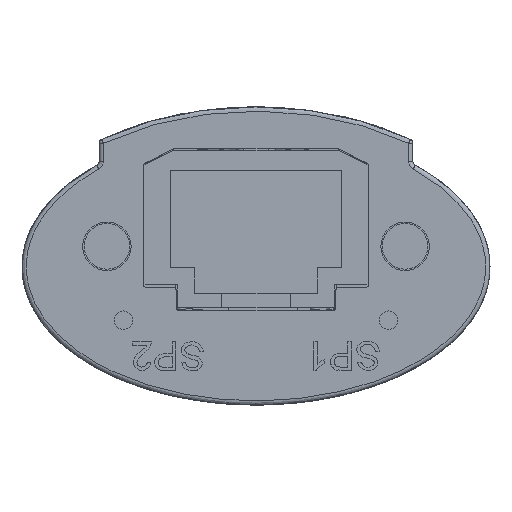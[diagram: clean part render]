
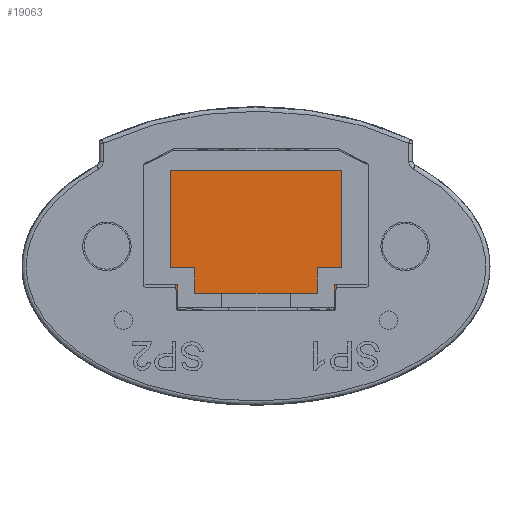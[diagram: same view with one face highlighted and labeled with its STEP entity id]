
A CAD part, left-side view. The second image highlights one B-rep face of the part: STEP entity #19063.
In plain terms, the highlighted planar face has unit normal (-1, 0, 0).
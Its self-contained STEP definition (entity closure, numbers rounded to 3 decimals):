
#872=PLANE('',#20025);
#1800=FACE_OUTER_BOUND('',#2850,.T.);
#2850=EDGE_LOOP('',(#14375,#14376,#14377,#14378,#14379,#14380,#14381,#14382,
#14383,#14384,#14385,#14386));
#3607=LINE('',#25785,#5306);
#4099=LINE('',#28905,#5798);
#4102=LINE('',#28910,#5801);
#4104=LINE('',#28914,#5803);
#4106=LINE('',#28918,#5805);
#4108=LINE('',#28922,#5807);
#4112=LINE('',#28929,#5811);
#4115=LINE('',#28935,#5814);
#4126=LINE('',#28958,#5825);
#4144=LINE('',#28994,#5843);
#4241=LINE('',#29230,#5940);
#4242=LINE('',#29232,#5941);
#5306=VECTOR('',#21070,10.);
#5798=VECTOR('',#21914,10.);
#5801=VECTOR('',#21919,10.);
#5803=VECTOR('',#21923,10.);
#5805=VECTOR('',#21927,10.);
#5807=VECTOR('',#21931,10.);
#5811=VECTOR('',#21937,10.);
#5814=VECTOR('',#21942,10.);
#5825=VECTOR('',#21963,10.);
#5843=VECTOR('',#22001,10.);
#5940=VECTOR('',#22256,10.);
#5941=VECTOR('',#22259,10.);
#7759=VERTEX_POINT('',#25782);
#7760=VERTEX_POINT('',#25784);
#8221=VERTEX_POINT('',#28903);
#8222=VERTEX_POINT('',#28904);
#8223=VERTEX_POINT('',#28909);
#8224=VERTEX_POINT('',#28913);
#8225=VERTEX_POINT('',#28917);
#8226=VERTEX_POINT('',#28921);
#8228=VERTEX_POINT('',#28927);
#8230=VERTEX_POINT('',#28932);
#8237=VERTEX_POINT('',#28957);
#8245=VERTEX_POINT('',#28992);
#9638=EDGE_CURVE('',#7760,#7759,#3607,.T.);
#10365=EDGE_CURVE('',#8221,#8222,#4099,.T.);
#10368=EDGE_CURVE('',#8222,#8223,#4102,.T.);
#10370=EDGE_CURVE('',#8223,#8224,#4104,.T.);
#10372=EDGE_CURVE('',#8224,#8225,#4106,.T.);
#10374=EDGE_CURVE('',#8225,#8226,#4108,.T.);
#10378=EDGE_CURVE('',#8226,#8228,#4112,.T.);
#10381=EDGE_CURVE('',#8230,#8221,#4115,.T.);
#10392=EDGE_CURVE('',#8237,#8230,#4126,.T.);
#10412=EDGE_CURVE('',#8228,#8245,#4144,.T.);
#10521=EDGE_CURVE('',#7759,#8237,#4241,.T.);
#10522=EDGE_CURVE('',#7760,#8245,#4242,.T.);
#14375=ORIENTED_EDGE('',*,*,#10412,.T.);
#14376=ORIENTED_EDGE('',*,*,#10522,.F.);
#14377=ORIENTED_EDGE('',*,*,#9638,.T.);
#14378=ORIENTED_EDGE('',*,*,#10521,.T.);
#14379=ORIENTED_EDGE('',*,*,#10392,.T.);
#14380=ORIENTED_EDGE('',*,*,#10381,.T.);
#14381=ORIENTED_EDGE('',*,*,#10365,.T.);
#14382=ORIENTED_EDGE('',*,*,#10368,.T.);
#14383=ORIENTED_EDGE('',*,*,#10370,.T.);
#14384=ORIENTED_EDGE('',*,*,#10372,.T.);
#14385=ORIENTED_EDGE('',*,*,#10374,.T.);
#14386=ORIENTED_EDGE('',*,*,#10378,.T.);
#19063=ADVANCED_FACE('',(#1800),#872,.T.);
#20025=AXIS2_PLACEMENT_3D('',#29231,#22257,#22258);
#21070=DIRECTION('',(0.,-1.,0.));
#21914=DIRECTION('',(0.,-1.,0.));
#21919=DIRECTION('',(0.,0.,1.));
#21923=DIRECTION('',(0.,1.,0.));
#21927=DIRECTION('',(0.,0.,-1.));
#21931=DIRECTION('',(0.,-1.,0.));
#21937=DIRECTION('',(0.,0.,-1.));
#21942=DIRECTION('',(0.,0.,1.));
#21963=DIRECTION('',(0.,1.,0.));
#22001=DIRECTION('',(0.,1.,0.));
#22256=DIRECTION('',(0.,0.,1.));
#22257=DIRECTION('center_axis',(-1.,0.,0.));
#22258=DIRECTION('ref_axis',(0.,0.,
1.));
#22259=DIRECTION('',(0.,0.,1.));
#25782=CARTESIAN_POINT('',(-43.22,-5.625,-2.87));
#25784=CARTESIAN_POINT('',(-43.22,5.625,-2.87));
#25785=CARTESIAN_POINT('',(-43.22,5.625,-2.87));
#28903=CARTESIAN_POINT('',(-43.22,-4.3,-0.07));
#28904=CARTESIAN_POINT('',(-43.22,-6.,-0.07));
#28905=CARTESIAN_POINT('',(-43.22,-4.3,-0.07));
#28909=CARTESIAN_POINT('',(-43.22,-6.,6.73));
#28910=CARTESIAN_POINT('',(-43.22,-6.,-0.07));
#28913=CARTESIAN_POINT('',(-43.22,6.,6.73));
#28914=CARTESIAN_POINT('',(-43.22,-6.,6.73));
#28917=CARTESIAN_POINT('',(-43.22,6.,-0.07));
#28918=CARTESIAN_POINT('',(-43.22,6.,6.73));
#28921=CARTESIAN_POINT('',(-43.22,4.3,-0.07));
#28922=CARTESIAN_POINT('',(-43.22,6.,-0.07));
#28927=CARTESIAN_POINT('',(-43.22,4.3,-1.27));
#28929=CARTESIAN_POINT('',(-43.22,4.3,-0.07));
#28932=CARTESIAN_POINT('',(-43.22,-4.3,-1.27));
#28935=CARTESIAN_POINT('',(-43.22,-4.3,-1.87));
#28957=CARTESIAN_POINT('',(-43.22,-5.625,-1.27));
#28958=CARTESIAN_POINT('',(-43.22,5.625,-1.27));
#28992=CARTESIAN_POINT('',(-43.22,5.625,-1.27));
#28994=CARTESIAN_POINT('',(-43.22,5.625,-1.27));
#29230=CARTESIAN_POINT('',(-43.22,-5.625,-2.87));
#29231=CARTESIAN_POINT('Origin',(-43.22,-5.625,-2.87));
#29232=CARTESIAN_POINT('',(-43.22,5.625,-2.87));
